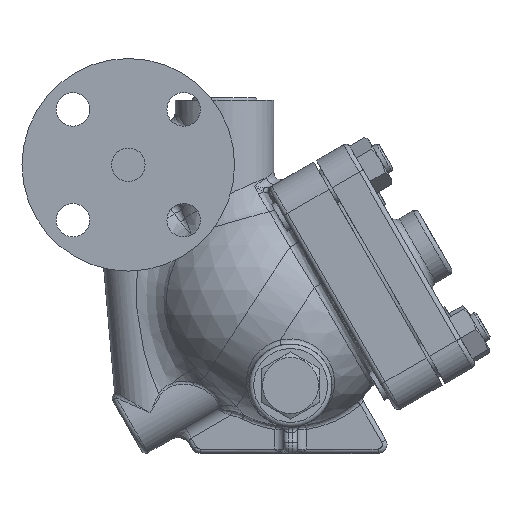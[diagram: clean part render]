
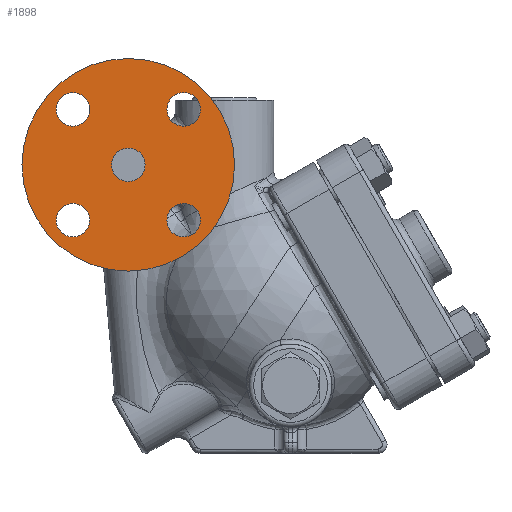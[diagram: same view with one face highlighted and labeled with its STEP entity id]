
A CAD part, front view. The second image highlights one B-rep face of the part: STEP entity #1898.
In plain terms, the highlighted planar face has unit normal (0, -1, 0).
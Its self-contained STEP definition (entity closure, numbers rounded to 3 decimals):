
#698=CARTESIAN_POINT('',(-43.,-125.0,47.5));
#699=VERTEX_POINT('',#698);
#700=CARTESIAN_POINT('',(-43.,-125.0,0.));
#701=DIRECTION('',(0.0,1.0,0.0));
#702=DIRECTION('',(0.0,0.0,1.0));
#703=AXIS2_PLACEMENT_3D('',#700,#701,#702);
#704=CIRCLE('',#703,47.5);
#705=EDGE_CURVE('',#699,#699,#704,.T.);
#742=CARTESIAN_POINT('',(-67.749,-125.0,32.249));
#743=VERTEX_POINT('',#742);
#744=CARTESIAN_POINT('',(-67.749,-125.0,24.749));
#745=DIRECTION('',(0.0,1.0,0.0));
#746=DIRECTION('',(0.0,0.0,1.0));
#747=AXIS2_PLACEMENT_3D('',#744,#745,#746);
#748=CIRCLE('',#747,7.5);
#749=EDGE_CURVE('',#743,#743,#748,.T.);
#783=CARTESIAN_POINT('',(-75.249,-125.0,-24.749));
#784=VERTEX_POINT('',#783);
#785=CARTESIAN_POINT('',(-67.749,-125.0,-24.749));
#786=DIRECTION('',(0.0,1.0,0.0));
#787=DIRECTION('',(-1.0,0.0,0.0));
#788=AXIS2_PLACEMENT_3D('',#785,#786,#787);
#789=CIRCLE('',#788,7.5);
#790=EDGE_CURVE('',#784,#784,#789,.T.);
#824=CARTESIAN_POINT('',(-18.251,-125.0,-32.249));
#825=VERTEX_POINT('',#824);
#826=CARTESIAN_POINT('',(-18.251,-125.0,-24.749));
#827=DIRECTION('',(0.0,1.0,0.0));
#828=DIRECTION('',(0.0,0.0,-1.0));
#829=AXIS2_PLACEMENT_3D('',#826,#827,#828);
#830=CIRCLE('',#829,7.5);
#831=EDGE_CURVE('',#825,#825,#830,.T.);
#865=CARTESIAN_POINT('',(-10.751,-125.0,24.749));
#866=VERTEX_POINT('',#865);
#867=CARTESIAN_POINT('',(-18.251,-125.0,24.749));
#868=DIRECTION('',(0.0,1.0,0.0));
#869=DIRECTION('',(1.0,0.0,0.0));
#870=AXIS2_PLACEMENT_3D('',#867,#868,#869);
#871=CIRCLE('',#870,7.5);
#872=EDGE_CURVE('',#866,#866,#871,.T.);
#1852=CARTESIAN_POINT('',(-43.,-125.0,7.5));
#1853=VERTEX_POINT('',#1852);
#1854=CARTESIAN_POINT('',(-43.,-125.0,0.));
#1855=DIRECTION('',(0.0,1.0,0.0));
#1856=DIRECTION('',(0.0,0.0,1.0));
#1857=AXIS2_PLACEMENT_3D('',#1854,#1855,#1856);
#1858=CIRCLE('',#1857,7.5);
#1859=EDGE_CURVE('',#1853,#1853,#1858,.T.);
#1875=CARTESIAN_POINT('',(-43.,-125.0,27.5));
#1876=DIRECTION('',(0.0,-1.0,0.0));
#1877=DIRECTION('',(0.0,0.0,-1.0));
#1878=AXIS2_PLACEMENT_3D('',#1875,#1876,#1877);
#1879=PLANE('',#1878);
#1880=ORIENTED_EDGE('',*,*,#705,.F.);
#1881=EDGE_LOOP('',(#1880));
#1882=FACE_OUTER_BOUND('',#1881,.T.);
#1883=ORIENTED_EDGE('',*,*,#749,.T.);
#1884=EDGE_LOOP('',(#1883));
#1885=FACE_BOUND('',#1884,.T.);
#1886=ORIENTED_EDGE('',*,*,#790,.T.);
#1887=EDGE_LOOP('',(#1886));
#1888=FACE_BOUND('',#1887,.T.);
#1889=ORIENTED_EDGE('',*,*,#831,.T.);
#1890=EDGE_LOOP('',(#1889));
#1891=FACE_BOUND('',#1890,.T.);
#1892=ORIENTED_EDGE('',*,*,#872,.T.);
#1893=EDGE_LOOP('',(#1892));
#1894=FACE_BOUND('',#1893,.T.);
#1895=ORIENTED_EDGE('',*,*,#1859,.T.);
#1896=EDGE_LOOP('',(#1895));
#1897=FACE_BOUND('',#1896,.T.);
#1898=ADVANCED_FACE('',(#1882,#1885,#1888,#1891,#1894,#1897),#1879,.T.);
